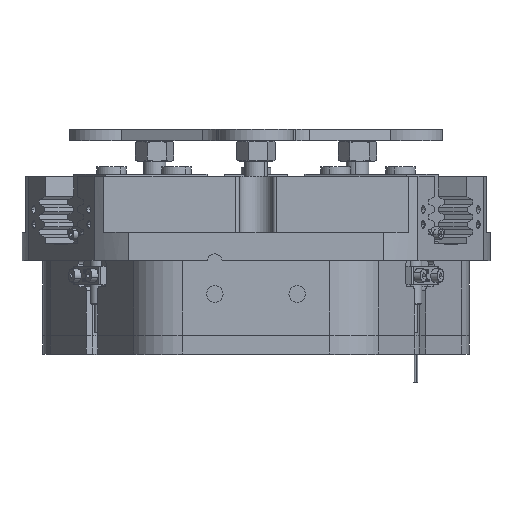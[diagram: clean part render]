
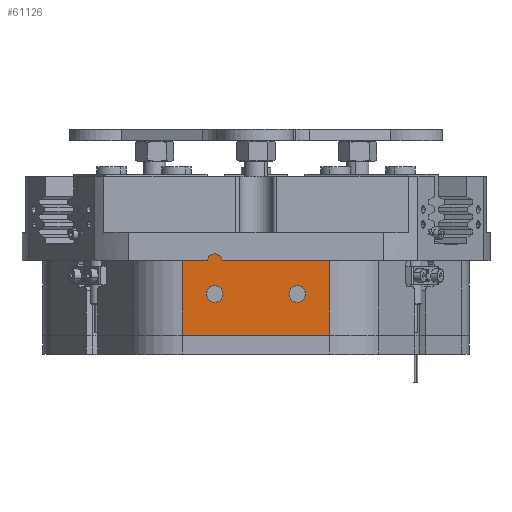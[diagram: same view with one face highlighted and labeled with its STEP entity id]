
A CAD part, top view. The second image highlights one B-rep face of the part: STEP entity #61126.
In plain terms, the highlighted planar face has unit normal (0, 0, 1).
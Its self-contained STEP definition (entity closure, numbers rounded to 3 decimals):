
#84 = CARTESIAN_POINT ( 'NONE',  ( -22., 39.5, 104. ) ) ;
#334 = ORIENTED_EDGE ( 'NONE', *, *, #26844, .F. ) ;
#2026 = DIRECTION ( 'NONE',  ( 0., 0., 1. ) ) ;
#2245 = CARTESIAN_POINT ( 'NONE',  ( 22., 22., 104. ) ) ;
#2346 = DIRECTION ( 'NONE',  ( 0., 0., -1. ) ) ;
#2766 = CARTESIAN_POINT ( 'NONE',  ( 0., 40., 104. ) ) ;
#3244 = CIRCLE ( 'NONE', #55077, 4. ) ;
#3447 = EDGE_CURVE ( 'NONE', #19397, #49306, #26112, .T. ) ;
#4322 = LINE ( 'NONE', #8738, #5927 ) ;
#4458 = EDGE_CURVE ( 'NONE', #19397, #21451, #37401, .T. ) ;
#5927 = VECTOR ( 'NONE', #13650, 1000. ) ;
#7112 = AXIS2_PLACEMENT_3D ( 'NONE', #14250, #57061, #9373 ) ;
#7149 = DIRECTION ( 'NONE',  ( 0., 0., 1. ) ) ;
#7899 = EDGE_CURVE ( 'NONE', #12768, #37987, #61404, .T. ) ;
#7920 = EDGE_CURVE ( 'NONE', #63127, #53798, #4322, .T. ) ;
#8738 = CARTESIAN_POINT ( 'NONE',  ( 39.26, 40., 104. ) ) ;
#9373 = DIRECTION ( 'NONE',  ( 1., 0., 0. ) ) ;
#10267 = AXIS2_PLACEMENT_3D ( 'NONE', #2245, #2026, #45614 ) ;
#10302 = EDGE_CURVE ( 'NONE', #21451, #63127, #51351, .T. ) ;
#12497 = DIRECTION ( 'NONE',  ( 1., 0., 0. ) ) ;
#12523 = VECTOR ( 'NONE', #27091, 1000. ) ;
#12734 = PLANE ( 'NONE',  #59959 ) ;
#12768 = VERTEX_POINT ( 'NONE', #33754 ) ;
#13347 = ORIENTED_EDGE ( 'NONE', *, *, #27665, .F. ) ;
#13650 = DIRECTION ( 'NONE',  ( 0., 1., 0. ) ) ;
#14089 = ORIENTED_EDGE ( 'NONE', *, *, #4458, .T. ) ;
#14250 = CARTESIAN_POINT ( 'NONE',  ( -22., 22., 104. ) ) ;
#16897 = FACE_OUTER_BOUND ( 'NONE', #57513, .T. ) ;
#17127 = CARTESIAN_POINT ( 'NONE',  ( -26.4, 22., 104. ) ) ;
#17167 = CARTESIAN_POINT ( 'NONE',  ( 26.4, 22., 104. ) ) ;
#19397 = VERTEX_POINT ( 'NONE', #32647 ) ;
#19557 = CARTESIAN_POINT ( 'NONE',  ( 0., 40., 104. ) ) ;
#19651 = ORIENTED_EDGE ( 'NONE', *, *, #3447, .F. ) ;
#20405 = VERTEX_POINT ( 'NONE', #17167 ) ;
#21354 = CARTESIAN_POINT ( 'NONE',  ( -25.969, 40., 104. ) ) ;
#21451 = VERTEX_POINT ( 'NONE', #60483 ) ;
#21496 = CARTESIAN_POINT ( 'NONE',  ( -39.26, 0., 104. ) ) ;
#22857 = AXIS2_PLACEMENT_3D ( 'NONE', #27139, #7149, #50969 ) ;
#22919 = VECTOR ( 'NONE', #31713, 1000. ) ;
#23171 = ORIENTED_EDGE ( 'NONE', *, *, #10302, .T. ) ;
#24519 = DIRECTION ( 'NONE',  ( -1., 0., 0. ) ) ;
#25258 = ORIENTED_EDGE ( 'NONE', *, *, #7899, .F. ) ;
#25918 = CIRCLE ( 'NONE', #22857, 4.4 ) ;
#26112 = LINE ( 'NONE', #32092, #60365 ) ;
#26192 = VECTOR ( 'NONE', #62380, 1000. ) ;
#26471 = CARTESIAN_POINT ( 'NONE',  ( 0., 0., 104. ) ) ;
#26844 = EDGE_CURVE ( 'NONE', #20405, #40874, #25918, .T. ) ;
#27091 = DIRECTION ( 'NONE',  ( 1., 0., 0. ) ) ;
#27139 = CARTESIAN_POINT ( 'NONE',  ( 22., 22., 104. ) ) ;
#27665 = EDGE_CURVE ( 'NONE', #40874, #20405, #42665, .T. ) ;
#30289 = EDGE_LOOP ( 'NONE', ( #25258, #57712 ) ) ;
#31713 = DIRECTION ( 'NONE',  ( 0., -1., 0. ) ) ;
#32092 = CARTESIAN_POINT ( 'NONE',  ( 0., 40., 104. ) ) ;
#32647 = CARTESIAN_POINT ( 'NONE',  ( -39.26, 40., 104. ) ) ;
#33262 = EDGE_CURVE ( 'NONE', #41081, #53798, #36806, .T. ) ;
#33754 = CARTESIAN_POINT ( 'NONE',  ( -17.6, 22., 104. ) ) ;
#35170 = FACE_BOUND ( 'NONE', #30289, .T. ) ;
#36374 = DIRECTION ( 'NONE',  ( 0., 0., 1. ) ) ;
#36806 = LINE ( 'NONE', #19557, #26192 ) ;
#37401 = LINE ( 'NONE', #21496, #22919 ) ;
#37987 = VERTEX_POINT ( 'NONE', #17127 ) ;
#40644 = CIRCLE ( 'NONE', #50995, 4.4 ) ;
#40874 = VERTEX_POINT ( 'NONE', #55761 ) ;
#41081 = VERTEX_POINT ( 'NONE', #62580 ) ;
#42665 = CIRCLE ( 'NONE', #10267, 4.4 ) ;
#42989 = CARTESIAN_POINT ( 'NONE',  ( 39.26, 0., 104. ) ) ;
#43911 = ORIENTED_EDGE ( 'NONE', *, *, #7920, .T. ) ;
#45614 = DIRECTION ( 'NONE',  ( 1., 0., 0. ) ) ;
#45735 = DIRECTION ( 'NONE',  ( 1., 0., 0. ) ) ;
#46765 = DIRECTION ( 'NONE',  ( -1., 0., 0. ) ) ;
#48153 = DIRECTION ( 'NONE',  ( 0., 0., 1. ) ) ;
#48800 = ORIENTED_EDGE ( 'NONE', *, *, #33262, .F. ) ;
#49306 = VERTEX_POINT ( 'NONE', #21354 ) ;
#49769 = EDGE_CURVE ( 'NONE', #37987, #12768, #40644, .T. ) ;
#50229 = CARTESIAN_POINT ( 'NONE',  ( -22., 22., 104. ) ) ;
#50969 = DIRECTION ( 'NONE',  ( 1., 0., 0. ) ) ;
#50995 = AXIS2_PLACEMENT_3D ( 'NONE', #50229, #36374, #45735 ) ;
#51351 = LINE ( 'NONE', #26471, #12523 ) ;
#53798 = VERTEX_POINT ( 'NONE', #59053 ) ;
#54860 = EDGE_LOOP ( 'NONE', ( #334, #13347 ) ) ;
#55077 = AXIS2_PLACEMENT_3D ( 'NONE', #84, #48153, #24519 ) ;
#55761 = CARTESIAN_POINT ( 'NONE',  ( 17.6, 22., 104. ) ) ;
#57061 = DIRECTION ( 'NONE',  ( 0., 0., 1. ) ) ;
#57513 = EDGE_LOOP ( 'NONE', ( #48800, #62074, #19651, #14089, #23171, #43911 ) ) ;
#57712 = ORIENTED_EDGE ( 'NONE', *, *, #49769, .F. ) ;
#59053 = CARTESIAN_POINT ( 'NONE',  ( 39.26, 40., 104. ) ) ;
#59959 = AXIS2_PLACEMENT_3D ( 'NONE', #2766, #2346, #46765 ) ;
#60348 = FACE_BOUND ( 'NONE', #54860, .T. ) ;
#60365 = VECTOR ( 'NONE', #12497, 1000. ) ;
#60483 = CARTESIAN_POINT ( 'NONE',  ( -39.26, 0., 104. ) ) ;
#61126 = ADVANCED_FACE ( 'NONE', ( #16897, #60348, #35170 ), #12734, .F. ) ;
#61404 = CIRCLE ( 'NONE', #7112, 4.4 ) ;
#62074 = ORIENTED_EDGE ( 'NONE', *, *, #62669, .T. ) ;
#62380 = DIRECTION ( 'NONE',  ( 1., 0., 0. ) ) ;
#62580 = CARTESIAN_POINT ( 'NONE',  ( -18.031, 40., 104. ) ) ;
#62669 = EDGE_CURVE ( 'NONE', #41081, #49306, #3244, .T. ) ;
#63127 = VERTEX_POINT ( 'NONE', #42989 ) ;
